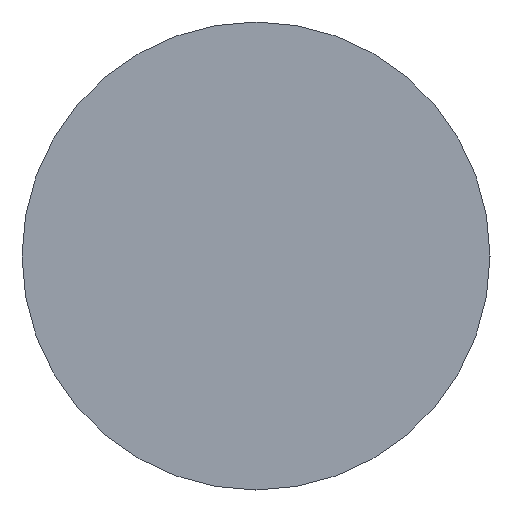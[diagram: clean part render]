
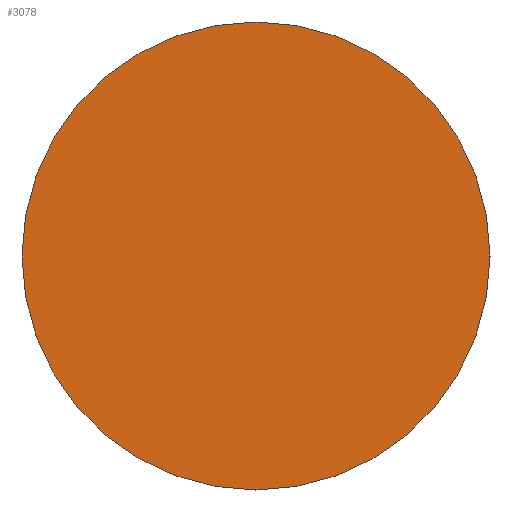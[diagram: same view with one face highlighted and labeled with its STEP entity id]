
A CAD part, left-side view. The second image highlights one B-rep face of the part: STEP entity #3078.
In plain terms, the highlighted planar face has unit normal (-1, 0, 0).
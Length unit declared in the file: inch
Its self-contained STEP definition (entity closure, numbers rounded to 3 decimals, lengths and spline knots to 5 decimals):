
#30 = CARTESIAN_POINT ( 'NONE',  ( 0., 0., -1.125 ) ) ;
#417 = CIRCLE ( 'NONE', #2174, 1.125 ) ;
#530 = AXIS2_PLACEMENT_3D ( 'NONE', #794, #1888, #538 ) ;
#538 = DIRECTION ( 'NONE',  ( 0., 0., -1. ) ) ;
#757 = DIRECTION ( 'NONE',  ( -1., 0., 0. ) ) ;
#794 = CARTESIAN_POINT ( 'NONE',  ( 0., 1.125, 0. ) ) ;
#841 = DIRECTION ( 'NONE',  ( 0., 0., 1. ) ) ;
#1065 = FACE_OUTER_BOUND ( 'NONE', #2842, .T. ) ;
#1076 = CARTESIAN_POINT ( 'NONE',  ( 0., 0., 0. ) ) ;
#1161 = ORIENTED_EDGE ( 'NONE', *, *, #1310, .T. ) ;
#1310 = EDGE_CURVE ( 'NONE', #2064, #2034, #417, .T. ) ;
#1324 = PLANE ( 'NONE',  #530 ) ;
#1578 = EDGE_CURVE ( 'NONE', #2034, #2064, #1659, .T. ) ;
#1659 = CIRCLE ( 'NONE', #3203, 1.125 ) ;
#1888 = DIRECTION ( 'NONE',  ( 1., 0., 0. ) ) ;
#2034 = VERTEX_POINT ( 'NONE', #30 ) ;
#2064 = VERTEX_POINT ( 'NONE', #2965 ) ;
#2174 = AXIS2_PLACEMENT_3D ( 'NONE', #1076, #2235, #841 ) ;
#2235 = DIRECTION ( 'NONE',  ( -1., 0., 0. ) ) ;
#2591 = ORIENTED_EDGE ( 'NONE', *, *, #1578, .T. ) ;
#2672 = CARTESIAN_POINT ( 'NONE',  ( 0., 0., 0. ) ) ;
#2842 = EDGE_LOOP ( 'NONE', ( #1161, #2591 ) ) ;
#2917 = DIRECTION ( 'NONE',  ( 0., 0., 1. ) ) ;
#2965 = CARTESIAN_POINT ( 'NONE',  ( 0., 0., 1.125 ) ) ;
#3078 = ADVANCED_FACE ( 'NONE', ( #1065 ), #1324, .F. ) ;
#3203 = AXIS2_PLACEMENT_3D ( 'NONE', #2672, #757, #2917 ) ;
